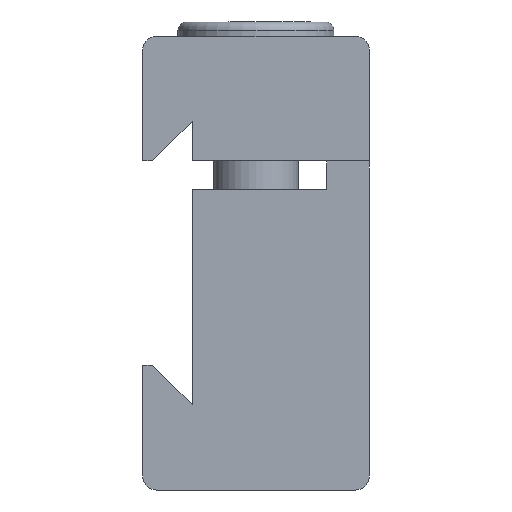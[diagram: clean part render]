
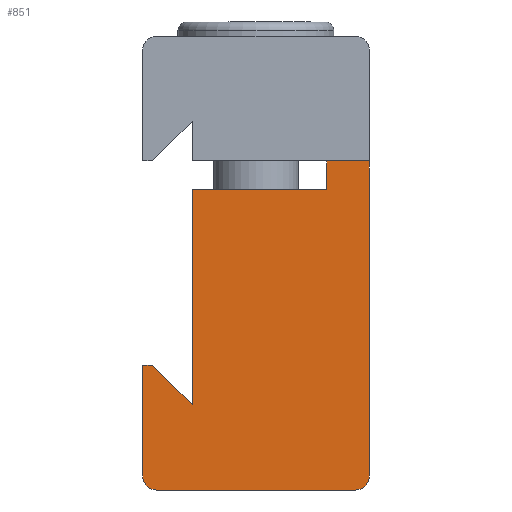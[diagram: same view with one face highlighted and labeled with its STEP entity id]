
A CAD part, front view. The second image highlights one B-rep face of the part: STEP entity #851.
In plain terms, the highlighted planar face has unit normal (0, -1, 0).
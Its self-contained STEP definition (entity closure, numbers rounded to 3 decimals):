
#104=FACE_OUTER_BOUND('',#162,.T.);
#162=EDGE_LOOP('',(#619,#620,#621,#622,#623,#624,#625,#626,#627,#628,#629));
#242=CIRCLE('',#916,0.5);
#243=CIRCLE('',#918,0.5);
#274=LINE('',#1277,#342);
#278=LINE('',#1300,#346);
#279=LINE('',#1304,#347);
#280=LINE('',#1306,#348);
#281=LINE('',#1308,#349);
#282=LINE('',#1309,#350);
#283=LINE('',#1311,#351);
#284=LINE('',#1313,#352);
#285=LINE('',#1314,#353);
#342=VECTOR('',#1018,7.6);
#346=VECTOR('',#1042,7.);
#347=VECTOR('',#1045,11.1);
#348=VECTOR('',#1046,1.5);
#349=VECTOR('',#1047,1.);
#350=VECTOR('',#1048,4.75);
#351=VECTOR('',#1049,1.98);
#352=VECTOR('',#1050,0.35);
#353=VECTOR('',#1051,3.9);
#412=VERTEX_POINT('',#1274);
#413=VERTEX_POINT('',#1276);
#420=VERTEX_POINT('',#1293);
#421=VERTEX_POINT('',#1295);
#422=VERTEX_POINT('',#1299);
#423=VERTEX_POINT('',#1301);
#424=VERTEX_POINT('',#1303);
#425=VERTEX_POINT('',#1305);
#426=VERTEX_POINT('',#1307);
#427=VERTEX_POINT('',#1310);
#428=VERTEX_POINT('',#1312);
#495=EDGE_CURVE('',#412,#413,#274,.T.);
#503=EDGE_CURVE('',#420,#421,#242,.T.);
#505=EDGE_CURVE('',#422,#420,#278,.T.);
#506=EDGE_CURVE('',#423,#422,#243,.T.);
#507=EDGE_CURVE('',#424,#423,#279,.T.);
#508=EDGE_CURVE('',#425,#424,#280,.T.);
#509=EDGE_CURVE('',#426,#425,#281,.T.);
#510=EDGE_CURVE('',#413,#426,#282,.T.);
#511=EDGE_CURVE('',#427,#412,#283,.T.);
#512=EDGE_CURVE('',#427,#428,#284,.T.);
#513=EDGE_CURVE('',#421,#428,#285,.T.);
#619=ORIENTED_EDGE('',*,*,#503,.F.);
#620=ORIENTED_EDGE('',*,*,#505,.F.);
#621=ORIENTED_EDGE('',*,*,#506,.F.);
#622=ORIENTED_EDGE('',*,*,#507,.F.);
#623=ORIENTED_EDGE('',*,*,#508,.F.);
#624=ORIENTED_EDGE('',*,*,#509,.F.);
#625=ORIENTED_EDGE('',*,*,#510,.F.);
#626=ORIENTED_EDGE('',*,*,#495,.F.);
#627=ORIENTED_EDGE('',*,*,#511,.F.);
#628=ORIENTED_EDGE('',*,*,#512,.T.);
#629=ORIENTED_EDGE('',*,*,#513,.F.);
#814=PLANE('',#917);
#851=ADVANCED_FACE('',(#104),#814,.F.);
#916=AXIS2_PLACEMENT_3D('',#1296,#1037,#1038);
#917=AXIS2_PLACEMENT_3D('',#1298,#1040,#1041);
#918=AXIS2_PLACEMENT_3D('',#1302,#1043,#1044);
#1018=DIRECTION('',(0.,0.,1.));
#1037=DIRECTION('center_axis',(0.,1.,0.));
#1038=DIRECTION('ref_axis',(-0.707,0.,-0.707));
#1040=DIRECTION('center_axis',(0.,1.,0.));
#1041=DIRECTION('ref_axis',(0.,0.,1.));
#1042=DIRECTION('',(-1.,0.,0.));
#1043=DIRECTION('center_axis',(0.,1.,0.));
#1044=DIRECTION('ref_axis',(0.707,0.,-0.707));
#1045=DIRECTION('',(0.,0.,-1.));
#1046=DIRECTION('',(1.,0.,0.));
#1047=DIRECTION('',(0.,0.,1.));
#1048=DIRECTION('',(1.,0.,0.));
#1049=DIRECTION('',(0.707,0.,-0.707));
#1050=DIRECTION('',(-1.,0.,0.));
#1051=DIRECTION('',(0.,0.,1.));
#1274=CARTESIAN_POINT('',(0.,-12.5,-5.));
#1276=CARTESIAN_POINT('',(0.,-12.5,2.6));
#1277=CARTESIAN_POINT('',(0.,-12.5,-5.));
#1293=CARTESIAN_POINT('',(-1.25,-12.5,-8.));
#1295=CARTESIAN_POINT('',(-1.75,-12.5,-7.5));
#1296=CARTESIAN_POINT('Origin',(-1.25,-12.5,-7.5));
#1298=CARTESIAN_POINT('Origin',(2.503,-12.5,-2.753));
#1299=CARTESIAN_POINT('',(5.75,-12.5,-8.));
#1300=CARTESIAN_POINT('',(6.25,-12.5,-8.));
#1301=CARTESIAN_POINT('',(6.25,-12.5,-7.5));
#1302=CARTESIAN_POINT('Origin',(5.75,-12.5,-7.5));
#1303=CARTESIAN_POINT('',(6.25,-12.5,3.6));
#1304=CARTESIAN_POINT('',(6.25,-12.5,3.6));
#1305=CARTESIAN_POINT('',(4.75,-12.5,3.6));
#1306=CARTESIAN_POINT('',(4.75,-12.5,3.6));
#1307=CARTESIAN_POINT('',(4.75,-12.5,2.6));
#1308=CARTESIAN_POINT('',(4.75,-12.5,2.6));
#1309=CARTESIAN_POINT('',(0.,-12.5,2.6));
#1310=CARTESIAN_POINT('',(-1.4,-12.5,-3.6));
#1311=CARTESIAN_POINT('',(-1.75,-12.5,-3.25));
#1312=CARTESIAN_POINT('',(-1.75,-12.5,-3.6));
#1313=CARTESIAN_POINT('',(0.779,-12.5,-3.6));
#1314=CARTESIAN_POINT('',(-1.75,-12.5,-8.));
